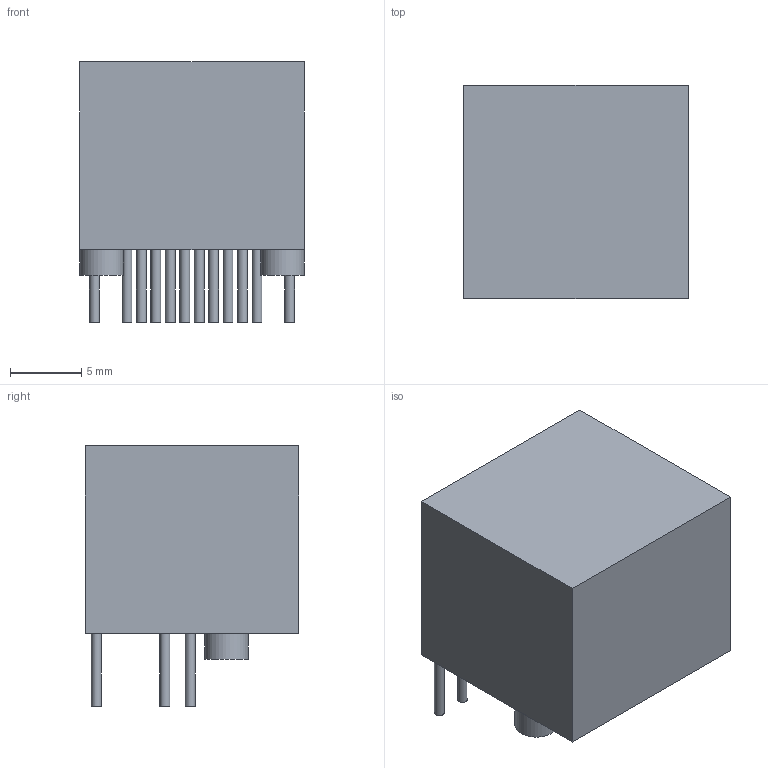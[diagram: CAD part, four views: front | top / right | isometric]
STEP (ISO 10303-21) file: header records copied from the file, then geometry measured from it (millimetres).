
FILE_DESCRIPTION(('FreeCAD Model'),'2;1');
FILE_NAME('1385530.1.3.stp','2022-12-26T08:24:14',( 'Author'),(''),'Open CASCADE STEP processor 6.9','FreeCAD','Unknown' );
FILE_SCHEMA(('AUTOMOTIVE_DESIGN { 1 0 10303 214 1 1 1 1 }'));
Length unit declared in the file: millimetre
Products named in the file (4): ASSEMBLY; Body; Lugs; Leads
Assembly tree (3 placements, depth 2):
  ASSEMBLY
    Body
    Lugs
    Leads
Bounding box: 15.75 x 14.99 x 18.31 mm (x, y, z)
Volume: 3168 mm3; surface area: 1489.7 mm2
Topology: 15 solids, 15 shells, 48 faces, 54 edges, 36 vertices
Faces by surface type: plane 34, cylinder 14
Full cylindrical faces by diameter (mm): 0.69 x12, 3.05 x2
Entity records: 1804 total; most frequent: DIRECTION 294, CARTESIAN_POINT 250, ORIENTED_EDGE 108, PCURVE 108, DEFINITIONAL_REPRESENTATION 108, LINE 106, VECTOR 106, AXIS2_PLACEMENT_3D 80
